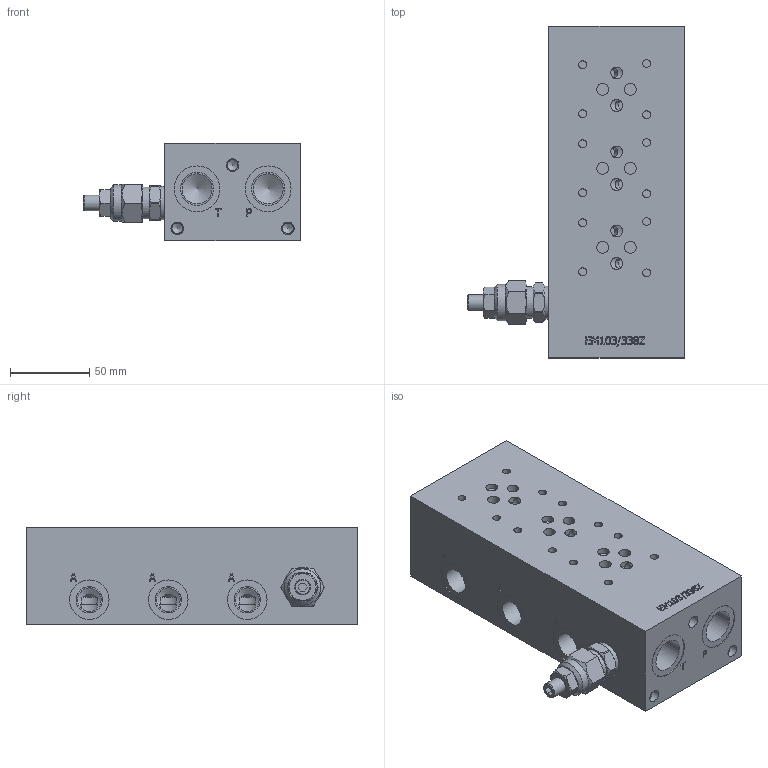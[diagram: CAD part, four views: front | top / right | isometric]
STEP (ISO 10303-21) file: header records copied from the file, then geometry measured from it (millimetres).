
FILE_DESCRIPTION(/* description */ (''),/* implementation_level */ '2;1');
FILE_NAME(/* name */ 'em103_3_38z.stp',/* time_stamp */ '2016-05-10T15:54:24+02:00',/* author */ ('Lemoine2'),/* organization */ (''),/* preprocessor_version */ 'ST-DEVELOPER v16.1',/* originating_system */ 'Autodesk Inventor 2016',/* authorisation */ '');
FILE_SCHEMA (('AUTOMOTIVE_DESIGN { 1 0 10303 214 3 1 1 }'));
Length unit declared in the file: millimetre
Products named in the file (1): em103_3_38z
Bounding box: 137.4 x 210 x 62 mm (x, y, z)
Volume: 1044542.6 mm3; surface area: 99983.8 mm2
Topology: 2 solids, 2 shells, 829 faces, 2101 edges, 1388 vertices
Faces by surface type: plane 463, bspline 203, cylinder 110, cone 53
Full cylindrical faces by diameter (mm): 5 x12, 6.2 x6, 6.75 x7, 7.5 x12, 8 x7, 10 x1, 11.5 x1, 13.2 x1, 15 x6, 16.662 x12, 19 x4, 20 x2, 20.955 x4, 21 x2, 22 x1, 23 x1, 25 x13, 29 x4
Entity records: 25339 total; most frequent: CARTESIAN_POINT 7403, ORIENTED_EDGE 3854, DIRECTION 2930, EDGE_CURVE 1927, VERTEX_POINT 1333, LINE 1118, VECTOR 1118, EDGE_LOOP 1076
